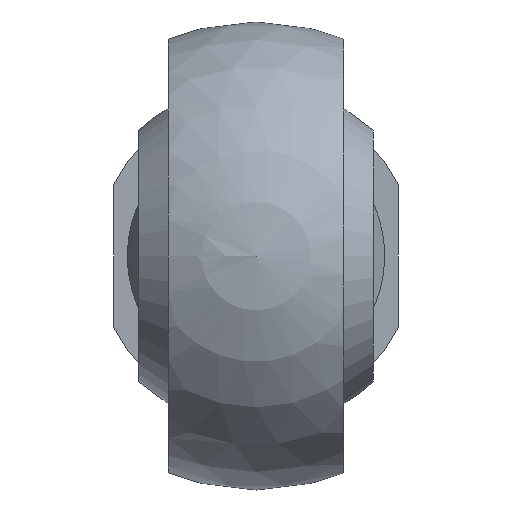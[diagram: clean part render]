
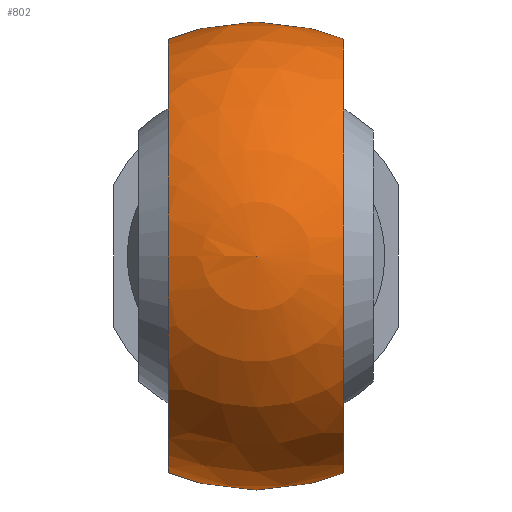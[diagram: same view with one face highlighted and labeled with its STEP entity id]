
A CAD part, left-side view. The second image highlights one B-rep face of the part: STEP entity #802.
In plain terms, the highlighted spherical face has radius 14 mm.
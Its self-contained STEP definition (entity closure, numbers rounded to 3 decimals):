
#61=SPHERICAL_SURFACE('',#886,14.);
#198=ORIENTED_EDGE('',*,*,#418,.F.);
#199=ORIENTED_EDGE('',*,*,#419,.T.);
#200=ORIENTED_EDGE('',*,*,#420,.F.);
#201=ORIENTED_EDGE('',*,*,#421,.T.);
#418=EDGE_CURVE('',#526,#527,#601,.T.);
#419=EDGE_CURVE('',#526,#528,#602,.F.);
#420=EDGE_CURVE('',#529,#528,#603,.T.);
#421=EDGE_CURVE('',#529,#527,#604,.F.);
#526=VERTEX_POINT('',#1252);
#527=VERTEX_POINT('',#1253);
#528=VERTEX_POINT('',#1255);
#529=VERTEX_POINT('',#1257);
#601=CIRCLE('',#887,12.037);
#602=CIRCLE('',#888,12.978);
#603=CIRCLE('',#889,12.037);
#604=CIRCLE('',#890,12.978);
#643=EDGE_LOOP('',(#198,#199,#200,#201));
#711=FACE_BOUND('',#643,.T.);
#802=ADVANCED_FACE('',(#711),#61,.T.);
#886=AXIS2_PLACEMENT_3D('',#1250,#1003,#1004);
#887=AXIS2_PLACEMENT_3D('',#1251,#1005,#1006);
#888=AXIS2_PLACEMENT_3D('',#1254,#1007,#1008);
#889=AXIS2_PLACEMENT_3D('',#1256,#1009,#1010);
#890=AXIS2_PLACEMENT_3D('',#1258,#1011,#1012);
#1003=DIRECTION('',(1.,0.,0.));
#1004=DIRECTION('',(0.,1.,0.));
#1005=DIRECTION('',(1.,0.,0.));
#1006=DIRECTION('',(0.,0.,-1.));
#1007=DIRECTION('',(0.,-1.,0.));
#1008=DIRECTION('',(0.,0.,-1.));
#1009=DIRECTION('',(1.,0.,0.));
#1010=DIRECTION('',(0.,0.,-1.));
#1011=DIRECTION('',(0.,1.,0.));
#1012=DIRECTION('',(0.,0.,1.));
#1250=CARTESIAN_POINT('',(0.,0.,0.));
#1251=CARTESIAN_POINT('',(7.15,0.,0.));
#1252=CARTESIAN_POINT('',(7.15,-5.25,-10.831));
#1253=CARTESIAN_POINT('',(7.15,5.25,-10.831));
#1254=CARTESIAN_POINT('',(0.,-5.25,0.));
#1255=CARTESIAN_POINT('',(7.15,-5.25,10.831));
#1256=CARTESIAN_POINT('',(7.15,0.,0.));
#1257=CARTESIAN_POINT('',(7.15,5.25,10.831));
#1258=CARTESIAN_POINT('',(0.,5.25,0.));
